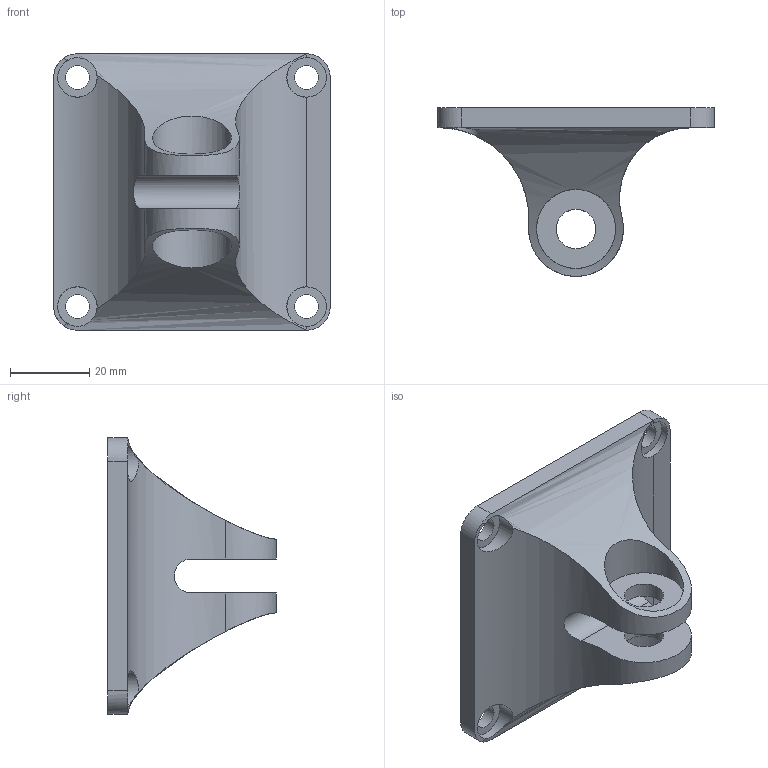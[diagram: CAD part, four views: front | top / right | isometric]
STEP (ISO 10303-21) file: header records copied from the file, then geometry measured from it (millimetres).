
FILE_DESCRIPTION( ( '' ), ' ' );
FILE_NAME( '5abb62aa4146e1122f21fd1e.step', '2018-03-28T09:38:51', ( '' ), ( '' ), ' ', ' ', ' ' );
FILE_SCHEMA( ( 'AUTOMOTIVE_DESIGN { 1 0 10303 214 1 1 1 1 }' ) );
Length unit declared in the file: metre
Products named in the file (1): Mount
Bounding box: 70 x 42.64 x 70 mm (x, y, z)
Volume: 55560.9 mm3; surface area: 15407 mm2
Topology: 1 solids, 1 shells, 37 faces, 100 edges, 67 vertices
Faces by surface type: cylinder 21, plane 14, extrusion 2
Full cylindrical faces by diameter (mm): 6 x4, 10 x6, 20 x2
Entity records: 2091 total; most frequent: CARTESIAN_POINT 901, ORIENTED_EDGE 174, DIRECTION 163, EDGE_CURVE 87, AXIS2_PLACEMENT_3D 68, VERTEX_POINT 66, EDGE_LOOP 63, FACE_OUTER_BOUND 49
